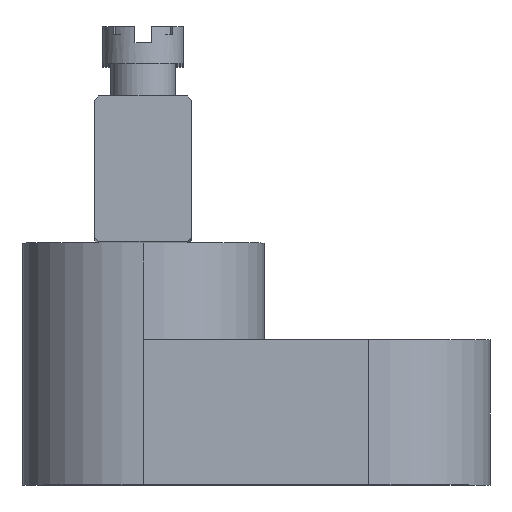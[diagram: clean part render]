
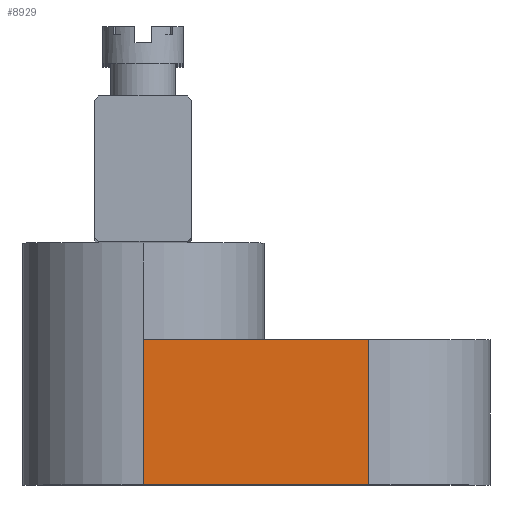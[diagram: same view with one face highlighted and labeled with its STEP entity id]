
A CAD part, top view. The second image highlights one B-rep face of the part: STEP entity #8929.
In plain terms, the highlighted planar face has unit normal (0, 0, 1).
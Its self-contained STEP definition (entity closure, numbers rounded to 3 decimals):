
#170 = VECTOR ( 'NONE', #436, 1000. ) ;
#310 = AXIS2_PLACEMENT_3D ( 'NONE', #5005, #4205, #4009 ) ;
#436 = DIRECTION ( 'NONE',  ( 0., 1., 0. ) ) ;
#620 = CARTESIAN_POINT ( 'NONE',  ( 7., -10.607, 7.5 ) ) ;
#630 = VERTEX_POINT ( 'NONE', #9046 ) ;
#662 = LINE ( 'NONE', #4651, #8266 ) ;
#723 = ORIENTED_EDGE ( 'NONE', *, *, #3911, .T. ) ;
#1691 = EDGE_LOOP ( 'NONE', ( #7153, #2040, #5547, #723 ) ) ;
#1804 = DIRECTION ( 'NONE',  ( 1., 0., 0. ) ) ;
#1819 = CARTESIAN_POINT ( 'NONE',  ( -14.5, 9., 7.5 ) ) ;
#2040 = ORIENTED_EDGE ( 'NONE', *, *, #3332, .F. ) ;
#2213 = LINE ( 'NONE', #620, #170 ) ;
#2554 = LINE ( 'NONE', #1819, #4215 ) ;
#3332 = EDGE_CURVE ( 'NONE', #4967, #7413, #2554, .T. ) ;
#3615 = EDGE_CURVE ( 'NONE', #630, #7413, #2213, .T. ) ;
#3911 = EDGE_CURVE ( 'NONE', #4954, #630, #4784, .T. ) ;
#3938 = EDGE_CURVE ( 'NONE', #4954, #4967, #662, .T. ) ;
#4009 = DIRECTION ( 'NONE',  ( -1., 0., 0. ) ) ;
#4205 = DIRECTION ( 'NONE',  ( 0., 0., -1. ) ) ;
#4215 = VECTOR ( 'NONE', #1804, 1000. ) ;
#4249 = PLANE ( 'NONE',  #310 ) ;
#4440 = DIRECTION ( 'NONE',  ( 0., 1., 0. ) ) ;
#4651 = CARTESIAN_POINT ( 'NONE',  ( -7., -10.607, 7.5 ) ) ;
#4723 = CARTESIAN_POINT ( 'NONE',  ( -7., 9., 7.5 ) ) ;
#4784 = LINE ( 'NONE', #4839, #6347 ) ;
#4839 = CARTESIAN_POINT ( 'NONE',  ( -14.5, 0., 7.5 ) ) ;
#4868 = CARTESIAN_POINT ( 'NONE',  ( -7., 0., 7.5 ) ) ;
#4954 = VERTEX_POINT ( 'NONE', #4868 ) ;
#4967 = VERTEX_POINT ( 'NONE', #4723 ) ;
#5005 = CARTESIAN_POINT ( 'NONE',  ( -14.5, 9., 7.5 ) ) ;
#5195 = DIRECTION ( 'NONE',  ( 1., 0., 0. ) ) ;
#5547 = ORIENTED_EDGE ( 'NONE', *, *, #3938, .F. ) ;
#6347 = VECTOR ( 'NONE', #5195, 1000. ) ;
#7153 = ORIENTED_EDGE ( 'NONE', *, *, #3615, .T. ) ;
#7413 = VERTEX_POINT ( 'NONE', #8282 ) ;
#8266 = VECTOR ( 'NONE', #4440, 1000. ) ;
#8282 = CARTESIAN_POINT ( 'NONE',  ( 7., 9., 7.5 ) ) ;
#8848 = FACE_OUTER_BOUND ( 'NONE', #1691, .T. ) ;
#8929 = ADVANCED_FACE ( 'NONE', ( #8848 ), #4249, .F. ) ;
#9046 = CARTESIAN_POINT ( 'NONE',  ( 7., 0., 7.5 ) ) ;
